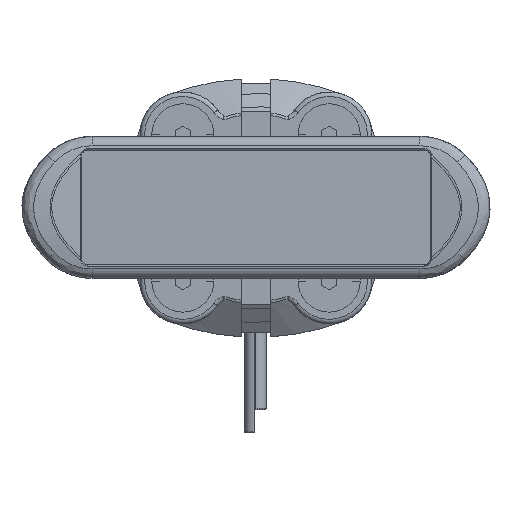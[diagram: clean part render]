
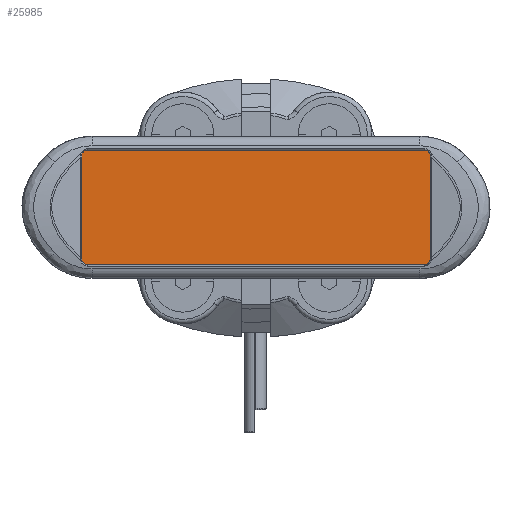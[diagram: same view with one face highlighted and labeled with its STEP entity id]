
A CAD part, top view. The second image highlights one B-rep face of the part: STEP entity #25985.
In plain terms, the highlighted planar face has unit normal (0, 0, 1).
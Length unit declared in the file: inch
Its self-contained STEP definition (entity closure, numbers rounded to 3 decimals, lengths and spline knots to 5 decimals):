
#21666=CARTESIAN_POINT('',(1.44,-0.44,-0.18137));
#21667=DIRECTION('',(0.,0.,1.));
#21668=DIRECTION('',(0.,-1.,0.));
#21669=AXIS2_PLACEMENT_3D('',#21666,#21667,#21668);
#21671=DIRECTION('',(1.,0.,0.));
#21672=VECTOR('',#21671,2.88);
#21673=CARTESIAN_POINT('',(-1.44,-0.49,-0.18137));
#21674=LINE('',#21673,#21672);
#21675=CARTESIAN_POINT('',(-1.44,-0.44,-0.18137));
#21676=DIRECTION('',(0.,0.,1.));
#21677=DIRECTION('',(-1.,0.,0.));
#21678=AXIS2_PLACEMENT_3D('',#21675,#21676,#21677);
#21680=DIRECTION('',(0.,-1.,0.));
#21681=VECTOR('',#21680,0.88);
#21682=CARTESIAN_POINT('',(-1.49,0.44,-0.18137));
#21683=LINE('',#21682,#21681);
#21684=CARTESIAN_POINT('',(-1.44,0.44,-0.18137));
#21685=DIRECTION('',(0.,0.,1.));
#21686=DIRECTION('',(0.,1.,0.));
#21687=AXIS2_PLACEMENT_3D('',#21684,#21685,#21686);
#21689=DIRECTION('',(-1.,0.,0.));
#21690=VECTOR('',#21689,2.88);
#21691=CARTESIAN_POINT('',(1.44,0.49,-0.18137));
#21692=LINE('',#21691,#21690);
#21693=CARTESIAN_POINT('',(1.44,0.44,-0.18137));
#21694=DIRECTION('',(0.,0.,1.));
#21695=DIRECTION('',(1.,0.,0.));
#21696=AXIS2_PLACEMENT_3D('',#21693,#21694,#21695);
#21698=DIRECTION('',(0.,1.,0.));
#21699=VECTOR('',#21698,0.88);
#21700=CARTESIAN_POINT('',(1.49,-0.44,-0.18137));
#21701=LINE('',#21700,#21699);
#21835=CARTESIAN_POINT('',(1.49,-0.44,-0.18137));
#21836=CARTESIAN_POINT('',(1.49,0.44,-0.18137));
#21837=VERTEX_POINT('',#21835);
#21838=VERTEX_POINT('',#21836);
#21839=CARTESIAN_POINT('',(1.44,0.49,-0.18137));
#21840=CARTESIAN_POINT('',(-1.44,0.49,-0.18137));
#21841=VERTEX_POINT('',#21839);
#21842=VERTEX_POINT('',#21840);
#21843=CARTESIAN_POINT('',(-1.49,0.44,-0.18137));
#21844=CARTESIAN_POINT('',(-1.49,-0.44,-0.18137));
#21845=VERTEX_POINT('',#21843);
#21846=VERTEX_POINT('',#21844);
#21847=CARTESIAN_POINT('',(-1.44,-0.49,-0.18137));
#21848=CARTESIAN_POINT('',(1.44,-0.49,-0.18137));
#21849=VERTEX_POINT('',#21847);
#21850=VERTEX_POINT('',#21848);
#25969=CARTESIAN_POINT('',(0.,0.,-0.18137));
#25970=DIRECTION('',(0.,0.,1.));
#25971=DIRECTION('',(1.,0.,0.));
#25972=AXIS2_PLACEMENT_3D('',#25969,#25970,#25971);
#25973=PLANE('',#25972);
#25974=ORIENTED_EDGE('',*,*,#25870,.F.);
#25975=ORIENTED_EDGE('',*,*,#25963,.F.);
#25976=ORIENTED_EDGE('',*,*,#25277,.F.);
#25977=ORIENTED_EDGE('',*,*,#25443,.F.);
#25978=ORIENTED_EDGE('',*,*,#25462,.F.);
#25979=ORIENTED_EDGE('',*,*,#25608,.F.);
#25980=ORIENTED_EDGE('',*,*,#25623,.F.);
#25982=ORIENTED_EDGE('',*,*,#25981,.F.);
#25983=EDGE_LOOP('',(#25974,#25975,#25976,#25977,#25978,#25979,#25980,#25982));
#25984=FACE_OUTER_BOUND('',#25983,.F.);
#25985=ADVANCED_FACE('',(#25984),#25973,.T.);
#21670=CIRCLE('',#21669,0.05);
#21679=CIRCLE('',#21678,0.05);
#21688=CIRCLE('',#21687,0.05);
#21697=CIRCLE('',#21696,0.05);
#25277=EDGE_CURVE('',#21846,#21849,#21679,.T.);
#25443=EDGE_CURVE('',#21845,#21846,#21683,.T.);
#25462=EDGE_CURVE('',#21842,#21845,#21688,.T.);
#25608=EDGE_CURVE('',#21841,#21842,#21692,.T.);
#25623=EDGE_CURVE('',#21838,#21841,#21697,.T.);
#25870=EDGE_CURVE('',#21850,#21837,#21670,.T.);
#25963=EDGE_CURVE('',#21849,#21850,#21674,.T.);
#25981=EDGE_CURVE('',#21837,#21838,#21701,.T.);
